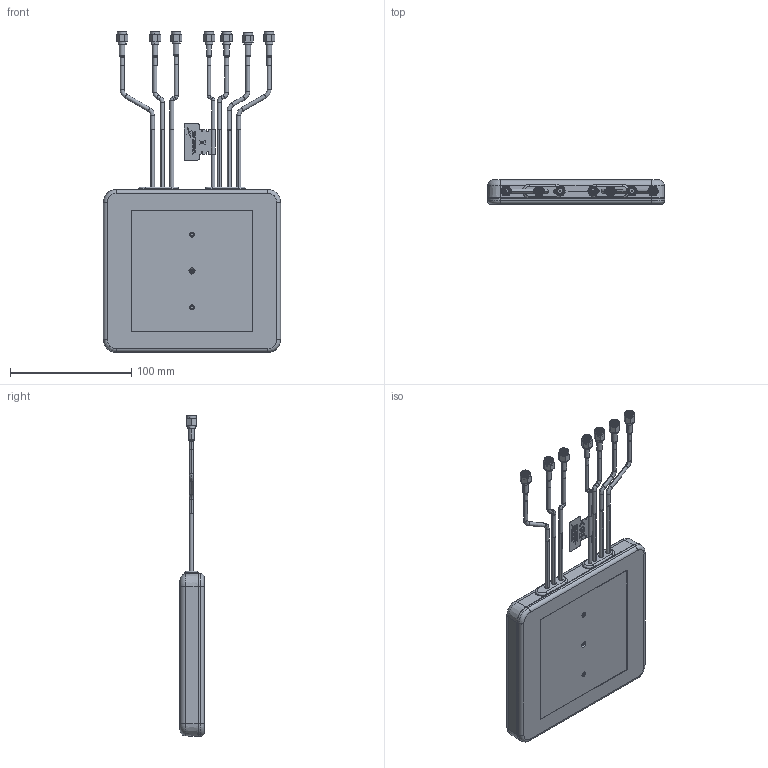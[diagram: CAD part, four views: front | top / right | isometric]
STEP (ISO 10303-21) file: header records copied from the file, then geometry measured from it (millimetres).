
FILE_DESCRIPTION (( 'STEP AP214' ), '1' );
FILE_NAME ('MA997.A.003_Web.STEP', '2024-05-21T05:48:46', ( '' ), ( '' ), 'SwSTEP 2.0', 'SolidWorks 2022', '' );
FILE_SCHEMA (( 'AUTOMOTIVE_DESIGN' ));
Length unit declared in the file: millimetre
Products named in the file (1): MA997.A.003_Web
Bounding box: 146.05 x 20.11 x 264.15 mm (x, y, z)
Surface area: 65363 mm2 (no closed solid volume)
Topology: 0 solids, 144 shells, 828 faces, 4127 edges, 3439 vertices
Faces by surface type: cylinder 318, plane 232, cone 141, torus 110, bspline 27
Entity records: 66780 total; most frequent: CARTESIAN_POINT 27680, ORIENTED_EDGE 5506, DIRECTION 5496, EDGE_CURVE 4127, VERTEX_POINT 3439, VECTOR 2198, LINE 2198, AXIS2_PLACEMENT_3D 1649
